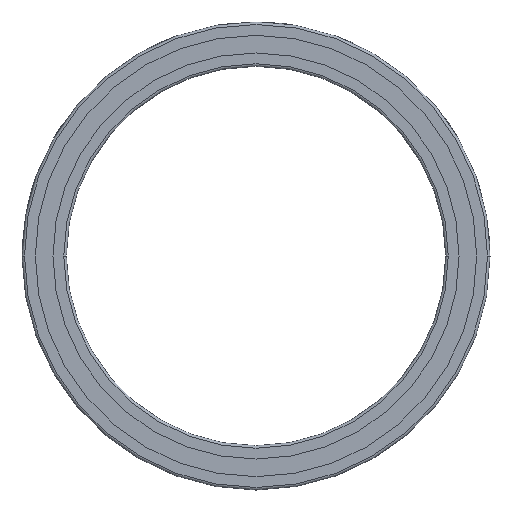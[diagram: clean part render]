
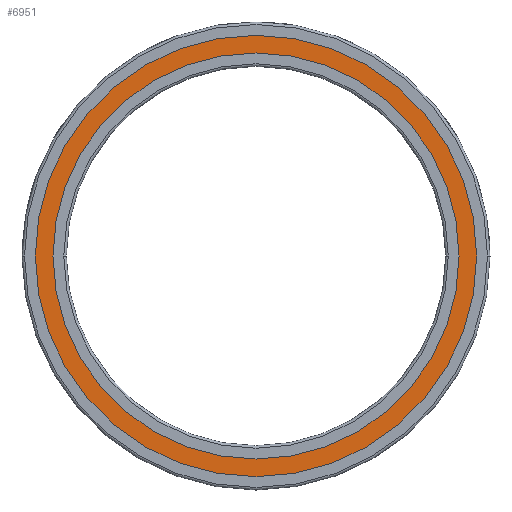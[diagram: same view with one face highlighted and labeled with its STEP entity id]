
A CAD part, left-side view. The second image highlights one B-rep face of the part: STEP entity #6951.
In plain terms, the highlighted planar face has unit normal (-1, 0, 0).
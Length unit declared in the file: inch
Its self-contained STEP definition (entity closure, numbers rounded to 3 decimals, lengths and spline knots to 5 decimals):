
#2195=CARTESIAN_POINT('',(-0.07065,0.,0.));
#2196=DIRECTION('',(-1.,0.,0.));
#2197=DIRECTION('',(0.,-1.,0.));
#2198=AXIS2_PLACEMENT_3D('',#2195,#2196,#2197);
#2205=CARTESIAN_POINT('',(-0.07065,0.,0.));
#2206=DIRECTION('',(1.,0.,0.));
#2207=DIRECTION('',(0.,1.,0.));
#2208=AXIS2_PLACEMENT_3D('',#2205,#2206,#2207);
#2210=CARTESIAN_POINT('',(-0.07065,0.,0.));
#2211=DIRECTION('',(1.,0.,0.));
#2212=DIRECTION('',(0.,-1.,0.));
#2213=AXIS2_PLACEMENT_3D('',#2210,#2211,#2212);
#2377=CARTESIAN_POINT('',(-0.07065,0.,0.));
#2378=DIRECTION('',(-1.,0.,0.));
#2379=DIRECTION('',(0.,1.,0.));
#2380=AXIS2_PLACEMENT_3D('',#2377,#2378,#2379);
#3931=CARTESIAN_POINT('',(-0.07065,0.63203,0.));
#3932=CARTESIAN_POINT('',(-0.07065,-0.63203,0.));
#3933=VERTEX_POINT('',#3931);
#3934=VERTEX_POINT('',#3932);
#3939=CARTESIAN_POINT('',(-0.07065,-0.68698,0.));
#3940=CARTESIAN_POINT('',(-0.07065,0.68698,0.));
#3941=VERTEX_POINT('',#3939);
#3942=VERTEX_POINT('',#3940);
#6935=CARTESIAN_POINT('',(-0.07065,0.,0.));
#6936=DIRECTION('',(1.,0.,0.));
#6937=DIRECTION('',(0.,0.,1.));
#6938=AXIS2_PLACEMENT_3D('',#6935,#6936,#6937);
#6939=PLANE('',#6938);
#6940=ORIENTED_EDGE('',*,*,#6925,.F.);
#6942=ORIENTED_EDGE('',*,*,#6941,.F.);
#6943=EDGE_LOOP('',(#6940,#6942));
#6944=FACE_OUTER_BOUND('',#6943,.F.);
#6946=ORIENTED_EDGE('',*,*,#6945,.F.);
#6948=ORIENTED_EDGE('',*,*,#6947,.F.);
#6949=EDGE_LOOP('',(#6946,#6948));
#6950=FACE_BOUND('',#6949,.F.);
#2199=CIRCLE('',#2198,0.68698);
#2209=CIRCLE('',#2208,0.63203);
#2214=CIRCLE('',#2213,0.63203);
#2381=CIRCLE('',#2380,0.68698);
#6925=EDGE_CURVE('',#3941,#3942,#2199,.T.);
#6941=EDGE_CURVE('',#3942,#3941,#2381,.T.);
#6945=EDGE_CURVE('',#3933,#3934,#2209,.T.);
#6947=EDGE_CURVE('',#3934,#3933,#2214,.T.);
#6951=ADVANCED_FACE('',(#6944,#6950),#6939,.F.);
